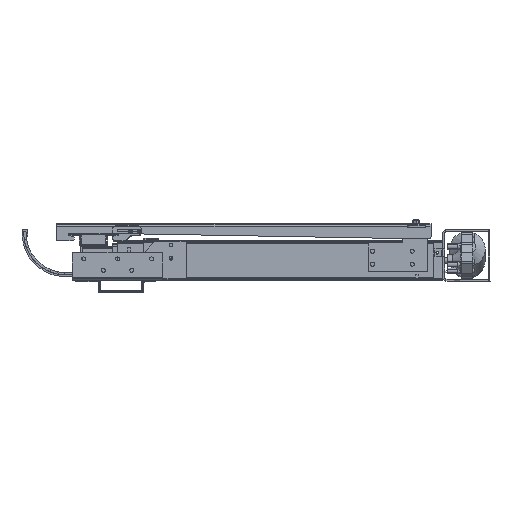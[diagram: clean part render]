
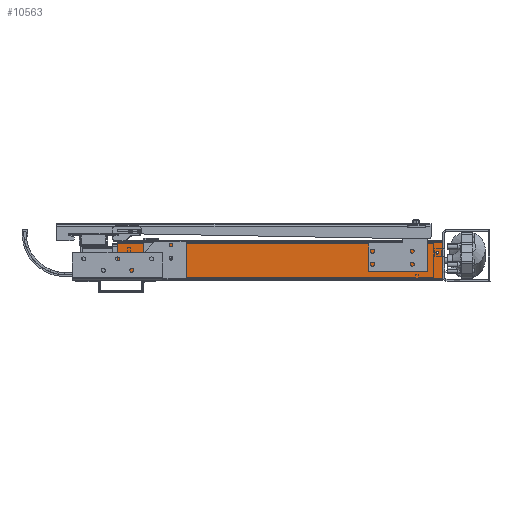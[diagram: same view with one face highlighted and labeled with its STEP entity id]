
A CAD part, left-side view. The second image highlights one B-rep face of the part: STEP entity #10563.
In plain terms, the highlighted face is planar.
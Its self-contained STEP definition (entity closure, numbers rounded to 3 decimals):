
#8925=CARTESIAN_POINT('',(35.,4.,489.5));
#8926=VERTEX_POINT('',#8925);
#8933=CARTESIAN_POINT('',(35.,3.5,490.0));
#8934=VERTEX_POINT('',#8933);
#8935=CARTESIAN_POINT('',(35.,3.5,489.5));
#8936=DIRECTION('',(1.,0.0,0.0));
#8937=DIRECTION('',(0.0,0.707,0.707));
#8938=AXIS2_PLACEMENT_3D('',#8935,#8936,#8937);
#8939=CIRCLE('',#8938,0.5);
#8940=EDGE_CURVE('',#8926,#8934,#8939,.T.);
#8965=CARTESIAN_POINT('',(35.,4.,458.5));
#8966=VERTEX_POINT('',#8965);
#8973=CARTESIAN_POINT('',(35.,4.,458.5));
#8974=DIRECTION('',(0.0,0.0,1.0));
#8975=VECTOR('',#8974,31.);
#8976=LINE('',#8973,#8975);
#8977=EDGE_CURVE('',#8966,#8926,#8976,.T.);
#8996=CARTESIAN_POINT('',(35.,3.5,458.));
#8997=VERTEX_POINT('',#8996);
#9004=CARTESIAN_POINT('',(35.,3.5,458.5));
#9005=DIRECTION('',(1.,0.0,0.0));
#9006=DIRECTION('',(0.0,0.707,-0.707));
#9007=AXIS2_PLACEMENT_3D('',#9004,#9005,#9006);
#9008=CIRCLE('',#9007,0.5);
#9009=EDGE_CURVE('',#8997,#8966,#9008,.T.);
#9029=CARTESIAN_POINT('',(35.,-12.5,458.));
#9030=VERTEX_POINT('',#9029);
#9037=CARTESIAN_POINT('',(35.,-12.5,458.));
#9038=DIRECTION('',(0.0,1.0,0.0));
#9039=VECTOR('',#9038,16.);
#9040=LINE('',#9037,#9039);
#9041=EDGE_CURVE('',#9030,#8997,#9040,.T.);
#9051=CARTESIAN_POINT('',(35.,-12.5,490.0));
#9052=VERTEX_POINT('',#9051);
#9053=CARTESIAN_POINT('',(35.,-13.,489.5));
#9054=VERTEX_POINT('',#9053);
#9055=CARTESIAN_POINT('',(35.,-12.5,489.5));
#9056=DIRECTION('',(1.0,0.0,0.0));
#9057=DIRECTION('',(0.0,-0.707,0.707));
#9058=AXIS2_PLACEMENT_3D('',#9055,#9056,#9057);
#9059=CIRCLE('',#9058,0.5);
#9060=EDGE_CURVE('',#9052,#9054,#9059,.T.);
#9094=CARTESIAN_POINT('',(35.,-13.,458.5));
#9095=VERTEX_POINT('',#9094);
#9096=CARTESIAN_POINT('',(35.,-13.,489.5));
#9097=DIRECTION('',(0.0,0.0,-1.0));
#9098=VECTOR('',#9097,31.);
#9099=LINE('',#9096,#9098);
#9100=EDGE_CURVE('',#9054,#9095,#9099,.T.);
#9132=CARTESIAN_POINT('',(35.,-12.5,458.5));
#9133=DIRECTION('',(1.0,0.0,0.0));
#9134=DIRECTION('',(0.0,-0.707,-0.707));
#9135=AXIS2_PLACEMENT_3D('',#9132,#9133,#9134);
#9136=CIRCLE('',#9135,0.5);
#9137=EDGE_CURVE('',#9095,#9030,#9136,.T.);
#10465=CARTESIAN_POINT('',(35.,-34.,515.0));
#10466=DIRECTION('',(-1.0,0.0,0.0));
#10467=DIRECTION('',(0.0,0.0,1.0));
#10468=AXIS2_PLACEMENT_3D('',#10465,#10466,#10467);
#10469=PLANE('',#10468);
#10470=CARTESIAN_POINT('',(35.,-34.,575.0));
#10471=VERTEX_POINT('',#10470);
#10472=CARTESIAN_POINT('',(35.,-34.,2.0));
#10473=VERTEX_POINT('',#10472);
#10474=CARTESIAN_POINT('',(35.,-34.,575.0));
#10475=DIRECTION('',(0.0,0.0,-1.0));
#10476=VECTOR('',#10475,573.0);
#10477=LINE('',#10474,#10476);
#10478=EDGE_CURVE('',#10471,#10473,#10477,.T.);
#10479=ORIENTED_EDGE('',*,*,#10478,.T.);
#10480=CARTESIAN_POINT('',(35.,34.,2.0));
#10481=VERTEX_POINT('',#10480);
#10482=CARTESIAN_POINT('',(35.,34.,2.0));
#10483=DIRECTION('',(0.0,-1.0,0.0));
#10484=VECTOR('',#10483,68.);
#10485=LINE('',#10482,#10484);
#10486=EDGE_CURVE('',#10481,#10473,#10485,.T.);
#10487=ORIENTED_EDGE('',*,*,#10486,.F.);
#10488=CARTESIAN_POINT('',(35.,34.,575.0));
#10489=VERTEX_POINT('',#10488);
#10490=CARTESIAN_POINT('',(35.,34.,575.0));
#10491=DIRECTION('',(0.0,0.0,-1.0));
#10492=VECTOR('',#10491,573.0);
#10493=LINE('',#10490,#10492);
#10494=EDGE_CURVE('',#10489,#10481,#10493,.T.);
#10495=ORIENTED_EDGE('',*,*,#10494,.F.);
#10496=CARTESIAN_POINT('',(35.,-34.,575.0));
#10497=DIRECTION('',(0.0,1.0,0.0));
#10498=VECTOR('',#10497,68.);
#10499=LINE('',#10496,#10498);
#10500=EDGE_CURVE('',#10471,#10489,#10499,.T.);
#10501=ORIENTED_EDGE('',*,*,#10500,.F.);
#10502=EDGE_LOOP('',(#10479,#10487,#10495,#10501));
#10503=FACE_OUTER_BOUND('',#10502,.T.);
#10504=ORIENTED_EDGE('',*,*,#8940,.F.);
#10505=ORIENTED_EDGE('',*,*,#8977,.F.);
#10506=ORIENTED_EDGE('',*,*,#9009,.F.);
#10507=ORIENTED_EDGE('',*,*,#9041,.F.);
#10508=ORIENTED_EDGE('',*,*,#9137,.F.);
#10509=ORIENTED_EDGE('',*,*,#9100,.F.);
#10510=ORIENTED_EDGE('',*,*,#9060,.F.);
#10511=CARTESIAN_POINT('',(35.,3.5,490.0));
#10512=DIRECTION('',(0.0,-1.0,0.0));
#10513=VECTOR('',#10512,16.);
#10514=LINE('',#10511,#10513);
#10515=EDGE_CURVE('',#8934,#9052,#10514,.T.);
#10516=ORIENTED_EDGE('',*,*,#10515,.F.);
#10517=EDGE_LOOP('',(#10504,#10505,#10506,#10507,#10508,#10509,#10510,#10516));
#10518=FACE_BOUND('',#10517,.T.);
#10519=CARTESIAN_POINT('',(35.,13.5,9.75));
#10520=VERTEX_POINT('',#10519);
#10521=CARTESIAN_POINT('',(35.,13.5,12.));
#10522=DIRECTION('',(1.0,0.0,0.0));
#10523=DIRECTION('',(0.0,0.0,-1.0));
#10524=AXIS2_PLACEMENT_3D('',#10521,#10522,#10523);
#10525=CIRCLE('',#10524,2.25);
#10526=EDGE_CURVE('',#10520,#10520,#10525,.T.);
#10527=ORIENTED_EDGE('',*,*,#10526,.F.);
#10528=EDGE_LOOP('',(#10527));
#10529=FACE_BOUND('',#10528,.T.);
#10530=CARTESIAN_POINT('',(35.,9.,483.75));
#10531=VERTEX_POINT('',#10530);
#10532=CARTESIAN_POINT('',(35.,9.,485.));
#10533=DIRECTION('',(1.0,0.0,0.0));
#10534=DIRECTION('',(0.0,0.0,-1.0));
#10535=AXIS2_PLACEMENT_3D('',#10532,#10533,#10534);
#10536=CIRCLE('',#10535,1.25);
#10537=EDGE_CURVE('',#10531,#10531,#10536,.T.);
#10538=ORIENTED_EDGE('',*,*,#10537,.F.);
#10539=EDGE_LOOP('',(#10538));
#10540=FACE_BOUND('',#10539,.T.);
#10541=CARTESIAN_POINT('',(35.,9.,461.75));
#10542=VERTEX_POINT('',#10541);
#10543=CARTESIAN_POINT('',(35.,9.,463.));
#10544=DIRECTION('',(1.0,0.0,0.0));
#10545=DIRECTION('',(0.0,0.0,-1.0));
#10546=AXIS2_PLACEMENT_3D('',#10543,#10544,#10545);
#10547=CIRCLE('',#10546,1.25);
#10548=EDGE_CURVE('',#10542,#10542,#10547,.T.);
#10549=ORIENTED_EDGE('',*,*,#10548,.F.);
#10550=EDGE_LOOP('',(#10549));
#10551=FACE_BOUND('',#10550,.T.);
#10552=CARTESIAN_POINT('',(35.,-3.5,498.25));
#10553=VERTEX_POINT('',#10552);
#10554=CARTESIAN_POINT('',(35.,-3.5,499.5));
#10555=DIRECTION('',(1.0,0.0,0.0));
#10556=DIRECTION('',(0.0,0.0,-1.0));
#10557=AXIS2_PLACEMENT_3D('',#10554,#10555,#10556);
#10558=CIRCLE('',#10557,1.25);
#10559=EDGE_CURVE('',#10553,#10553,#10558,.T.);
#10560=ORIENTED_EDGE('',*,*,#10559,.F.);
#10561=EDGE_LOOP('',(#10560));
#10562=FACE_BOUND('',#10561,.T.);
#10563=ADVANCED_FACE('',(#10503,#10518,#10529,#10540,#10551,#10562),#10469,.F.);
